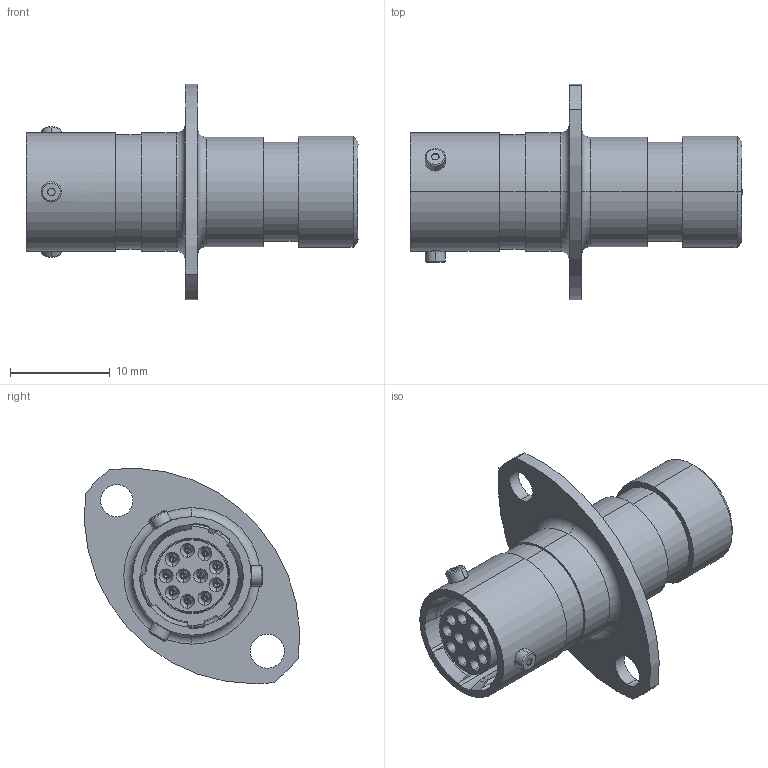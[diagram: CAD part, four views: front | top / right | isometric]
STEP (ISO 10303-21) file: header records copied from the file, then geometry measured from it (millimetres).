
FILE_DESCRIPTION (( 'STEP AP214' ), '1' );
FILE_NAME ('ASDD008-11SA.STEP', '2019-01-15T12:17:07', ( '' ), ( '' ), 'SwSTEP 2.0', 'SolidWorks 2016', '' );
FILE_SCHEMA (( 'AUTOMOTIVE_DESIGN' ));
Length unit declared in the file: millimetre
Products named in the file (1): ASDD008-11SA
Bounding box: 33.31 x 21.59 x 21.61 mm (x, y, z)
Volume: 2754.5 mm3; surface area: 6778.8 mm2
Topology: 43 solids, 43 shells, 1478 faces, 3252 edges, 1870 vertices
Faces by surface type: cylinder 529, torus 384, plane 289, cone 224, bspline 44, sphere 8
Entity records: 58245 total; most frequent: CARTESIAN_POINT 8001, DIRECTION 7912, ORIENTED_EDGE 6436, AXIS2_PLACEMENT_3D 3404, EDGE_CURVE 3218, CIRCLE 1969, VERTEX_POINT 1866, EDGE_LOOP 1666
